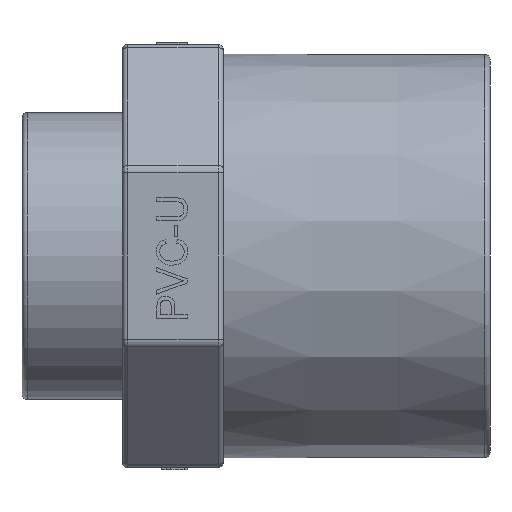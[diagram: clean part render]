
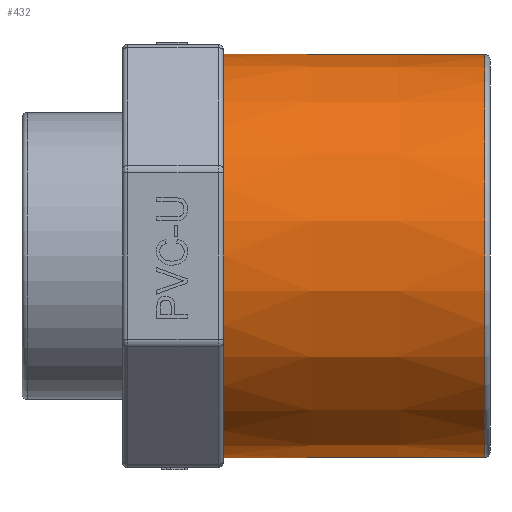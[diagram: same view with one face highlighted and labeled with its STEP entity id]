
A CAD part, left-side view. The second image highlights one B-rep face of the part: STEP entity #432.
In plain terms, the highlighted conical face has half-angle 0.116 degrees and reference radius 20.054 mm.
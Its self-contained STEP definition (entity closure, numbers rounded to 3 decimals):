
#416=CONICAL_SURFACE('',#5076,20.054,0.116);
#432=ADVANCED_FACE('',(#1378,#1379),#416,.T.);
#1378=FACE_BOUND('',#1460,.T.);
#1379=FACE_BOUND('',#1461,.T.);
#1460=EDGE_LOOP('',(#2095));
#1461=EDGE_LOOP('',(#2096));
#1787=CIRCLE('',#5073,20.054);
#1788=CIRCLE('',#5075,20.001);
#2095=ORIENTED_EDGE('',*,*,#3992,.F.);
#2096=ORIENTED_EDGE('',*,*,#3991,.T.);
#3518=VERTEX_POINT('',#7656);
#3519=VERTEX_POINT('',#7659);
#3991=EDGE_CURVE('',#3518,#3518,#1787,.T.);
#3992=EDGE_CURVE('',#3519,#3519,#1788,.T.);
#5073=AXIS2_PLACEMENT_3D('',#7655,#5481,#5482);
#5075=AXIS2_PLACEMENT_3D('',#7658,#5485,#5486);
#5076=AXIS2_PLACEMENT_3D('',#7660,#5487,#5488);
#5481=DIRECTION('',(0.,-1.,0.));
#5482=DIRECTION('',(0.,0.,-1.));
#5485=DIRECTION('',(0.,-1.,0.));
#5486=DIRECTION('',(0.,0.,-1.));
#5487=DIRECTION('',(0.,1.,0.));
#5488=DIRECTION('',(0.,0.,1.));
#7655=CARTESIAN_POINT('',(41432.608,8501.064,0.));
#7656=CARTESIAN_POINT('',(41432.608,8501.064,-20.054));
#7658=CARTESIAN_POINT('',(41432.608,8475.063,0.));
#7659=CARTESIAN_POINT('',(41432.608,8475.063,-20.001));
#7660=CARTESIAN_POINT('',(41432.608,8501.064,0.));
